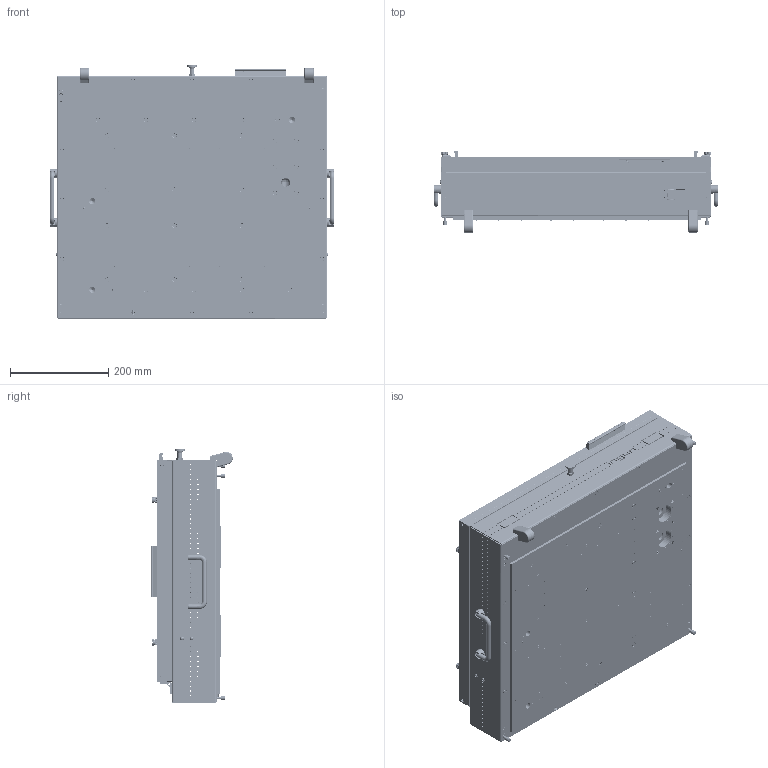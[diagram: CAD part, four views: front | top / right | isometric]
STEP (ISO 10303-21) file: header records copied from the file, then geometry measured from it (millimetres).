
FILE_DESCRIPTION (( 'STEP AP214' ), '1' );
FILE_NAME ('INGUN_14420.STEP', '2020-11-20T11:27:10', ( '' ), ( '' ), 'SwSTEP 2.0', 'SolidWorks 2018', '' );
FILE_SCHEMA (( 'AUTOMOTIVE_DESIGN' ));
Length unit declared in the file: millimetre
Products named in the file (78): 10143~0; 3069~0; 2806~1; 14050~6_KUNDE<Standard>; 3249~6; 2833~0_d 5; 14749~0; 28308~0; DIN912~n_M04,0x008; 1571~2; 29687~0_KUNDE<S>; K_28778_02~0; 3917~3_M 3 A; 2348_3~0; DIN965~n_M04,0x010; DIN7~n_01,0m6x006; 2898~0_M 4 x 10; 2675~0; 11655~0; 8237~1; 14102~1; 15329~3_S; 12440~0; 2578~4; 2511~0; 23420~1; 28309~0; 19057~0; 12370~2_KUNDE<Default>; 19057_04~0; 4137~0; 2348_4~0; 19057-01~0; 11657~0; 10770~1_L„nge-192 <Standard>; 2909~0; DIN912~n_M05,0x020; 1592~6; 25399~2; 3245~2_KUNDE<Standard> ...
Assembly tree (288 placements, depth 5):
  INGUN_14420
    28734~0_KUNDE<Standard>
      13841~12_Default<Wie bearbeitet>
      25399~2
      13879~3_KUNDE<Standard>
        14050~6_KUNDE<Standard>
        14688~0  x3
        23453~0
          13880~4
          11657~0
          11683~0
          19420~3
          23691~0  x2
          DIN965~n_M04,0x010  x6
        14102~1  x16
        14689~1  x2
        15307~3_S  x3
        DIN7991~n_M04,0x010  x22
        ISO7380~n_M04,0x010  x6
        DIN7~n_01,0m6x006  x48
        DIN7~n_04,0m6x004  x2
      10143~0  x6
      14749~0  x6
      23419~3  x4
      23107~0  x4
      23420~1  x4
      13892~3  x2
      19057~0  x2
        19057-01~0
        K_28778_02~0
        19057_03~0
        19057_04~0
      2511~0
      2281~0_270ø<Standard>  x2
        2281~0
      11655~0
      12440~0  x2
      10770~1_L„nge-192 <Standard>  x2
        10770_1~0
        10770_2~0
      ASR~-a-s-r_拱06,2x04x拌12  x4
      19233~0  x2
      2348~0  x2
        2348_3~0
        2348_4~0
        2348_2~0
        2348_1~0
      ISO7380~n_M04,0x012  x4
      DIN912~n_M04,0x008  x4
      2833~0_d 5  x2
      DIN7991~n_M04,0x012  x21
      DIN7991~n_M04,0x010  x8
    29687~0_KUNDE<S>
      12370~2_KUNDE<Default>
      15329~3_S
        18001~1_S
        28308~0  x2
        28309~0
        DIN912~n_M05,0x020  x4
      2196~6  x3
Bounding box: 579.6 x 165.68 x 518 mm (x, y, z)
Volume: 7639098.1 mm3; surface area: 2751835.1 mm2
Topology: 291 solids, 291 shells, 8799 faces, 22167 edges, 14163 vertices
Faces by surface type: cylinder 3935, plane 2675, cone 1346, bspline 474, sphere 203, torus 166
Entity records: 125172 total; most frequent: CARTESIAN_POINT 30331, DIRECTION 18704, ORIENTED_EDGE 17296, EDGE_CURVE 8648, AXIS2_PLACEMENT_3D 7304, VERTEX_POINT 5588, EDGE_LOOP 4484, LINE 4096
